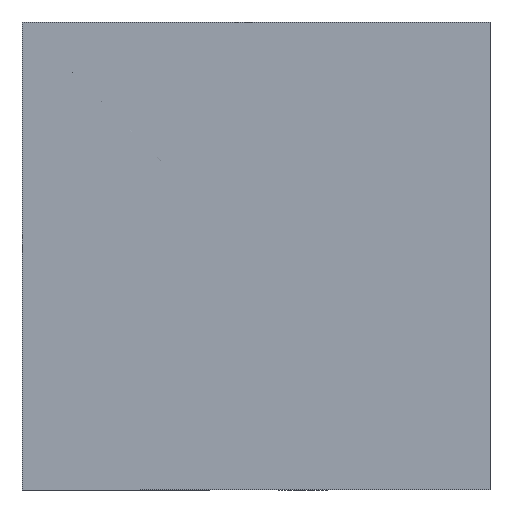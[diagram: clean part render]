
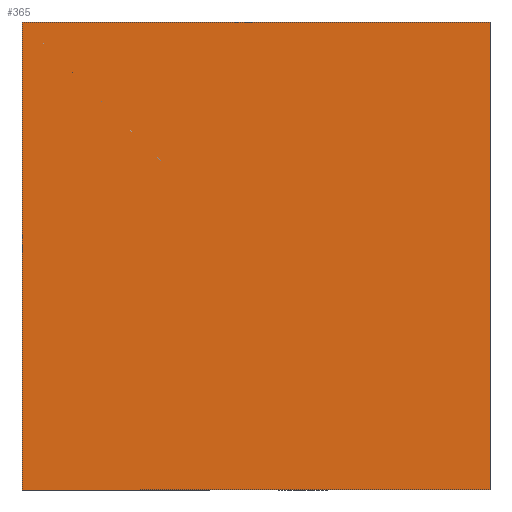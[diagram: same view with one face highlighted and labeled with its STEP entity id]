
A CAD part, left-side view. The second image highlights one B-rep face of the part: STEP entity #365.
In plain terms, the highlighted planar face has unit normal (-1, 0, 0).
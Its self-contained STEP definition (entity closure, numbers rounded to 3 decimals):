
#38=PLANE('',#420);
#61=FACE_OUTER_BOUND('',#90,.T.);
#90=EDGE_LOOP('',(#314,#315,#316,#317));
#106=LINE('',#571,#133);
#122=LINE('',#626,#149);
#124=LINE('',#629,#151);
#125=LINE('',#630,#152);
#133=VECTOR('',#466,10.);
#149=VECTOR('',#524,10.);
#151=VECTOR('',#528,10.);
#152=VECTOR('',#529,10.);
#179=VERTEX_POINT('',#564);
#182=VERTEX_POINT('',#569);
#199=VERTEX_POINT('',#623);
#200=VERTEX_POINT('',#625);
#216=EDGE_CURVE('',#182,#179,#106,.T.);
#242=EDGE_CURVE('',#199,#200,#122,.T.);
#244=EDGE_CURVE('',#199,#179,#124,.T.);
#245=EDGE_CURVE('',#200,#182,#125,.T.);
#314=ORIENTED_EDGE('',*,*,#244,.T.);
#315=ORIENTED_EDGE('',*,*,#216,.F.);
#316=ORIENTED_EDGE('',*,*,#245,.F.);
#317=ORIENTED_EDGE('',*,*,#242,.F.);
#365=ADVANCED_FACE('',(#61),#38,.T.);
#420=AXIS2_PLACEMENT_3D('',#628,#526,#527);
#466=DIRECTION('',(0.,0.,-1.));
#524=DIRECTION('',(0.,0.,1.));
#526=DIRECTION('center_axis',(-1.,0.,0.));
#527=DIRECTION('ref_axis',(0.,-1.,0.));
#528=DIRECTION('',(0.,-1.,0.));
#529=DIRECTION('',(0.,-1.,0.));
#564=CARTESIAN_POINT('',(0.,-30.,0.));
#569=CARTESIAN_POINT('',(0.,-30.,50.));
#571=CARTESIAN_POINT('',(0.,-30.,0.));
#623=CARTESIAN_POINT('',(0.,20.,0.));
#625=CARTESIAN_POINT('',(0.,20.,50.));
#626=CARTESIAN_POINT('',(0.,20.,0.));
#628=CARTESIAN_POINT('Origin',(0.,20.,0.));
#629=CARTESIAN_POINT('',(0.,20.,0.));
#630=CARTESIAN_POINT('',(0.,20.,50.));
